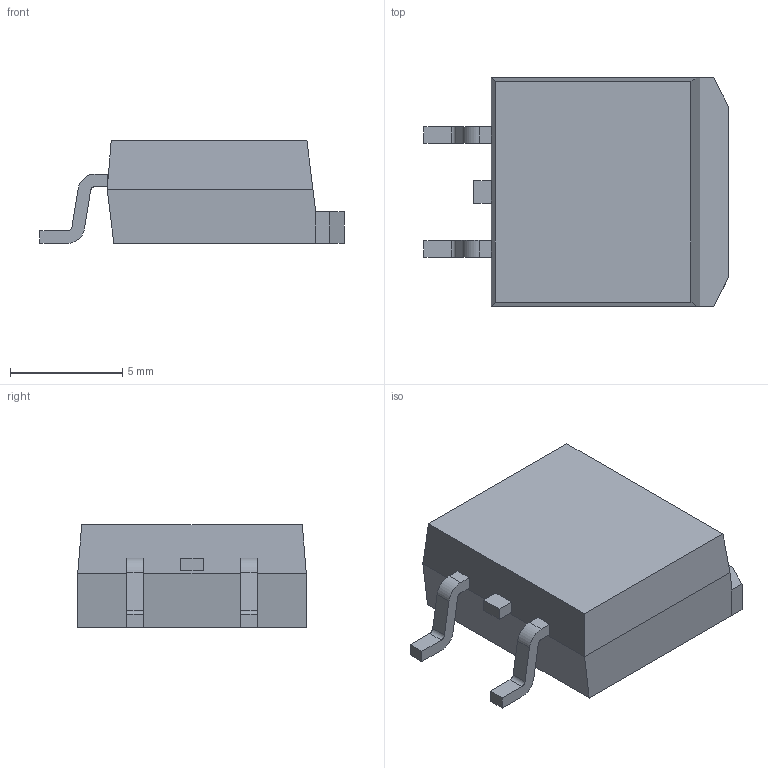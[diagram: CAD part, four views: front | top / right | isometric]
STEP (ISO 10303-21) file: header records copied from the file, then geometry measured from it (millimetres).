
FILE_DESCRIPTION(/* description */ (''),/* implementation_level */ '2;1');
FILE_NAME(/* name */ 'TO254P1340X450-3N-R900X1020.stp',/* time_stamp */ '2016-03-16T09:13:44+01:00',/* author */ ('riccim'),/* organization */ (''),/* preprocessor_version */ 'ST-DEVELOPER v15.5',/* originating_system */ 'AutoCAD Mechanical',/* authorisation */ '');
FILE_SCHEMA (('AUTOMOTIVE_DESIGN { 1 0 10303 214 3 1 1 }'));
Length unit declared in the file: millimetre
Products named in the file (1): Product
Bounding box: 13.57 x 10.2 x 4.57 mm (x, y, z)
Volume: 439.6 mm3; surface area: 584.5 mm2
Topology: 5 solids, 5 shells, 61 faces, 149 edges, 98 vertices
Faces by surface type: plane 53, cylinder 8
Entity records: 1802 total; most frequent: CARTESIAN_POINT 309, ORIENTED_EDGE 298, DIRECTION 289, EDGE_CURVE 149, LINE 133, VECTOR 133, VERTEX_POINT 98, AXIS2_PLACEMENT_3D 78
